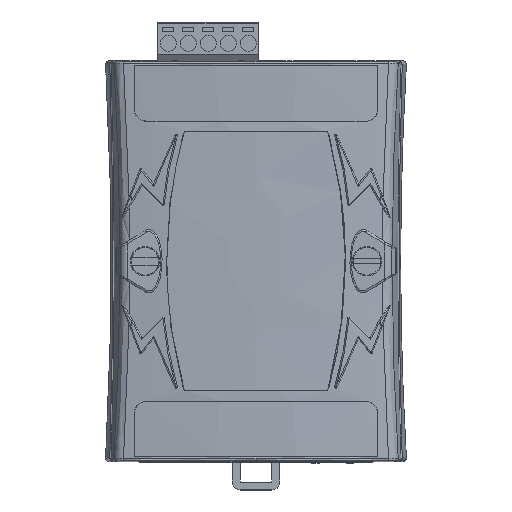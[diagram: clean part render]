
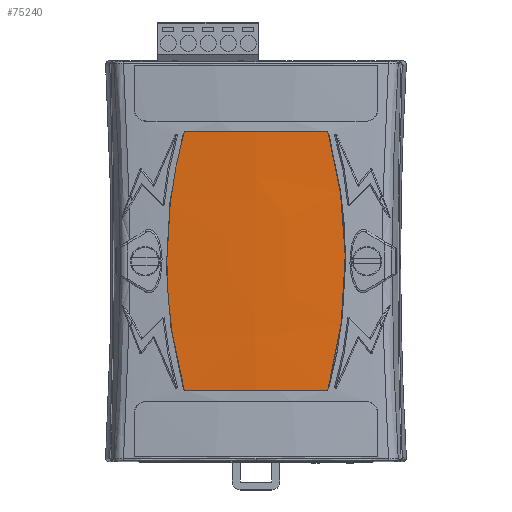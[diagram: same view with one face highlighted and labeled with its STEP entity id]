
A CAD part, top view. The second image highlights one B-rep face of the part: STEP entity #75240.
In plain terms, the highlighted free-form (B-spline) face has degree [3, 1] with [4, 2] control points.
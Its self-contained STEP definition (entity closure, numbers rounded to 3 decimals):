
#1608 = CARTESIAN_POINT ( 'NONE',  ( 22.314, 6.879, 15.113 ) ) ;
#2598 = CARTESIAN_POINT ( 'NONE',  ( -18.091, -32.591, 15.452 ) ) ;
#4261 = CARTESIAN_POINT ( 'NONE',  ( 11.151, 50.952, 16.837 ) ) ;
#6937 = EDGE_CURVE ( 'NONE', #13114, #26637, #69123, .T. ) ;
#7492 = CARTESIAN_POINT ( 'NONE',  ( 21.76, 13.723, 15.162 ) ) ;
#8498 = CARTESIAN_POINT ( 'NONE',  ( -22.499, -5.529, 15.097 ) ) ;
#8638 = CARTESIAN_POINT ( 'NONE',  ( -22.499, 1.381, 15.097 ) ) ;
#9725 = ORIENTED_EDGE ( 'NONE', *, *, #69665, .F. ) ;
#10134 = CARTESIAN_POINT ( 'NONE',  ( -11.151, 50.952, 16.837 ) ) ;
#11066 = ORIENTED_EDGE ( 'NONE', *, *, #6937, .T. ) ;
#12483 = CARTESIAN_POINT ( 'NONE',  ( 18.091, 32.591, 15.452 ) ) ;
#13058 = CARTESIAN_POINT ( 'NONE',  ( -6.041, -32.591, 16.316 ) ) ;
#13114 = VERTEX_POINT ( 'NONE', #19462 ) ;
#13118 = CARTESIAN_POINT ( 'NONE',  ( 20.657, -21.878, 15.256 ) ) ;
#13380 = CARTESIAN_POINT ( 'NONE',  ( 19.56, 27.259, 15.347 ) ) ;
#14859 = VERTEX_POINT ( 'NONE', #35072 ) ;
#16015 = CARTESIAN_POINT ( 'NONE',  ( -33.261, 50.952, 13.903 ) ) ;
#18114 = CARTESIAN_POINT ( 'NONE',  ( -6.041, 32.591, 16.316 ) ) ;
#18965 = EDGE_CURVE ( 'NONE', #14859, #26637, #73689, .T. ) ;
#19010 = CARTESIAN_POINT ( 'NONE',  ( 18.091, -32.591, 15.452 ) ) ;
#19462 = CARTESIAN_POINT ( 'NONE',  ( 18.091, -32.591, 15.452 ) ) ;
#20395 = CARTESIAN_POINT ( 'NONE',  ( -22.382, 5.518, 15.107 ) ) ;
#22281 = EDGE_CURVE ( 'NONE', #37567, #74728, #23061, .T. ) ;
#23061 = B_SPLINE_CURVE_WITH_KNOTS ( 'NONE', 3,
 ( #2598, #31725, #43229, #43487, #8498, #49353 ),
 .UNSPECIFIED., .F., .F.,
 ( 4, 2, 4 ),
 ( 0., 0.016, 0.033 ),
 .UNSPECIFIED. ) ;
#23096 = ORIENTED_EDGE ( 'NONE', *, *, #18965, .F. ) ;
#23385 = EDGE_LOOP ( 'NONE', ( #62719, #68460, #11066, #23096, #9725 ) ) ;
#24507 = CARTESIAN_POINT ( 'NONE',  ( -18.091, -32.591, 15.452 ) ) ;
#24822 = CARTESIAN_POINT ( 'NONE',  ( 22.126, -11.02, 15.131 ) ) ;
#26207 = CARTESIAN_POINT ( 'NONE',  ( -22.035, 11.004, 15.138 ) ) ;
#26637 = VERTEX_POINT ( 'NONE', #38198 ) ;
#30669 = CARTESIAN_POINT ( 'NONE',  ( 18.091, -32.591, 15.452 ) ) ;
#30731 = CARTESIAN_POINT ( 'NONE',  ( 22.499, 1.366, 15.097 ) ) ;
#31725 = CARTESIAN_POINT ( 'NONE',  ( -19.561, -27.257, 15.346 ) ) ;
#32109 = CARTESIAN_POINT ( 'NONE',  ( -20.657, 21.88, 15.256 ) ) ;
#35072 = CARTESIAN_POINT ( 'NONE',  ( -18.091, 32.591, 15.452 ) ) ;
#36590 = CARTESIAN_POINT ( 'NONE',  ( 22.383, 5.504, 15.107 ) ) ;
#37567 = VERTEX_POINT ( 'NONE', #50487 ) ;
#37984 = CARTESIAN_POINT ( 'NONE',  ( -18.091, 32.591, 15.452 ) ) ;
#38198 = CARTESIAN_POINT ( 'NONE',  ( 18.091, 32.591, 15.452 ) ) ;
#38818 = CARTESIAN_POINT ( 'NONE',  ( -22.499, 0., 15.097 ) ) ;
#39243 = CARTESIAN_POINT ( 'NONE',  ( 33.261, 50.952, 13.903 ) ) ;
#42480 = CARTESIAN_POINT ( 'NONE',  ( 22.036, 10.993, 15.138 ) ) ;
#43229 = CARTESIAN_POINT ( 'NONE',  ( -20.658, -21.873, 15.256 ) ) ;
#43487 = CARTESIAN_POINT ( 'NONE',  ( -22.127, -11.009, 15.131 ) ) ;
#45149 = CARTESIAN_POINT ( 'NONE',  ( 11.151, -50.952, 16.837 ) ) ;
#45452 = B_SPLINE_CURVE_WITH_KNOTS ( 'NONE', 3,
 ( #72746, #8638, #55363, #20395, #61241, #26207, #67142, #32109, #72988, #37984 ),
 .UNSPECIFIED., .F., .F.,
 ( 4, 2, 2, 2, 4 ),
 ( 0.033, 0.037, 0.041, 0.049, 0.066 ),
 .UNSPECIFIED. ) ;
#46401 =( BOUNDED_CURVE ( )  B_SPLINE_CURVE ( 3, ( #24507, #13058, #65692, #30669 ),
 .UNSPECIFIED., .F., .F. ) 
 B_SPLINE_CURVE_WITH_KNOTS ( ( 4, 4 ),
 ( 0., 0.036 ),
 .UNSPECIFIED. ) 
 CURVE ( )  GEOMETRIC_REPRESENTATION_ITEM ( )  RATIONAL_B_SPLINE_CURVE ( ( 0.997, 0.995, 0.995, 0.997 ) ) 
 REPRESENTATION_ITEM ( '' )  );
#47135 =( BOUNDED_SURFACE ( )  B_SPLINE_SURFACE ( 3, 1, ( 
 ( #39243, #56376 ),
 ( #4261, #45149 ),
 ( #10134, #51016 ),
 ( #16015, #56888 ) ),
 .UNSPECIFIED., .F., .F., .F. ) 
 B_SPLINE_SURFACE_WITH_KNOTS ( ( 4, 4 ),
 ( 2, 2 ),
 ( 0., 1. ),
 ( 0., 1. ),
 .UNSPECIFIED. ) 
 GEOMETRIC_REPRESENTATION_ITEM ( )  RATIONAL_B_SPLINE_SURFACE ( (
 ( 1., 1.),
 ( 0.994, 0.994),
 ( 0.994, 0.994),
 ( 1., 1.) ) ) 
 REPRESENTATION_ITEM ( '' )  SURFACE ( )  );
#47471 = CARTESIAN_POINT ( 'NONE',  ( 6.041, 32.591, 16.316 ) ) ;
#48375 = CARTESIAN_POINT ( 'NONE',  ( 20.658, 21.875, 15.256 ) ) ;
#49353 = CARTESIAN_POINT ( 'NONE',  ( -22.499, 0., 15.097 ) ) ;
#50487 = CARTESIAN_POINT ( 'NONE',  ( -18.091, -32.591, 15.452 ) ) ;
#51016 = CARTESIAN_POINT ( 'NONE',  ( -11.151, -50.952, 16.837 ) ) ;
#52638 = FACE_OUTER_BOUND ( 'NONE', #23385, .T. ) ;
#53970 = CARTESIAN_POINT ( 'NONE',  ( 19.56, -27.259, 15.347 ) ) ;
#54241 = CARTESIAN_POINT ( 'NONE',  ( 18.091, 32.591, 15.452 ) ) ;
#55363 = CARTESIAN_POINT ( 'NONE',  ( -22.475, 2.763, 15.099 ) ) ;
#56376 = CARTESIAN_POINT ( 'NONE',  ( 33.261, -50.952, 13.903 ) ) ;
#56888 = CARTESIAN_POINT ( 'NONE',  ( -33.261, -50.952, 13.903 ) ) ;
#58970 = CARTESIAN_POINT ( 'NONE',  ( -18.091, 32.591, 15.452 ) ) ;
#61241 = CARTESIAN_POINT ( 'NONE',  ( -22.313, 6.892, 15.114 ) ) ;
#62719 = ORIENTED_EDGE ( 'NONE', *, *, #22281, .F. ) ;
#65692 = CARTESIAN_POINT ( 'NONE',  ( 6.041, -32.591, 16.316 ) ) ;
#65762 = CARTESIAN_POINT ( 'NONE',  ( 22.498, -5.542, 15.097 ) ) ;
#67142 = CARTESIAN_POINT ( 'NONE',  ( -21.759, 13.732, 15.162 ) ) ;
#67942 = EDGE_CURVE ( 'NONE', #37567, #13114, #46401, .T. ) ;
#68460 = ORIENTED_EDGE ( 'NONE', *, *, #67942, .T. ) ;
#69123 = B_SPLINE_CURVE_WITH_KNOTS ( 'NONE', 3,
 ( #19010, #53970, #13118, #24822, #65762, #30731, #71598, #36590, #1608, #42480, #7492, #48375, #13380, #54241 ),
 .UNSPECIFIED., .F., .F.,
 ( 4, 2, 2, 2, 2, 2, 4 ),
 ( 0., 0.016, 0.033, 0.037, 0.041, 0.049, 0.066 ),
 .UNSPECIFIED. ) ;
#69665 = EDGE_CURVE ( 'NONE', #74728, #14859, #45452, .T. ) ;
#71598 = CARTESIAN_POINT ( 'NONE',  ( 22.476, 2.749, 15.099 ) ) ;
#72746 = CARTESIAN_POINT ( 'NONE',  ( -22.499, 0., 15.097 ) ) ;
#72988 = CARTESIAN_POINT ( 'NONE',  ( -19.56, 27.262, 15.347 ) ) ;
#73689 =( BOUNDED_CURVE ( )  B_SPLINE_CURVE ( 3, ( #58970, #18114, #47471, #12483 ),
 .UNSPECIFIED., .F., .F. ) 
 B_SPLINE_CURVE_WITH_KNOTS ( ( 4, 4 ),
 ( 0., 0.036 ),
 .UNSPECIFIED. ) 
 CURVE ( )  GEOMETRIC_REPRESENTATION_ITEM ( )  RATIONAL_B_SPLINE_CURVE ( ( 0.997, 0.995, 0.995, 0.997 ) ) 
 REPRESENTATION_ITEM ( '' )  );
#74728 = VERTEX_POINT ( 'NONE', #38818 ) ;
#75240 = ADVANCED_FACE ( 'NONE', ( #52638 ), #47135, .T. ) ;
